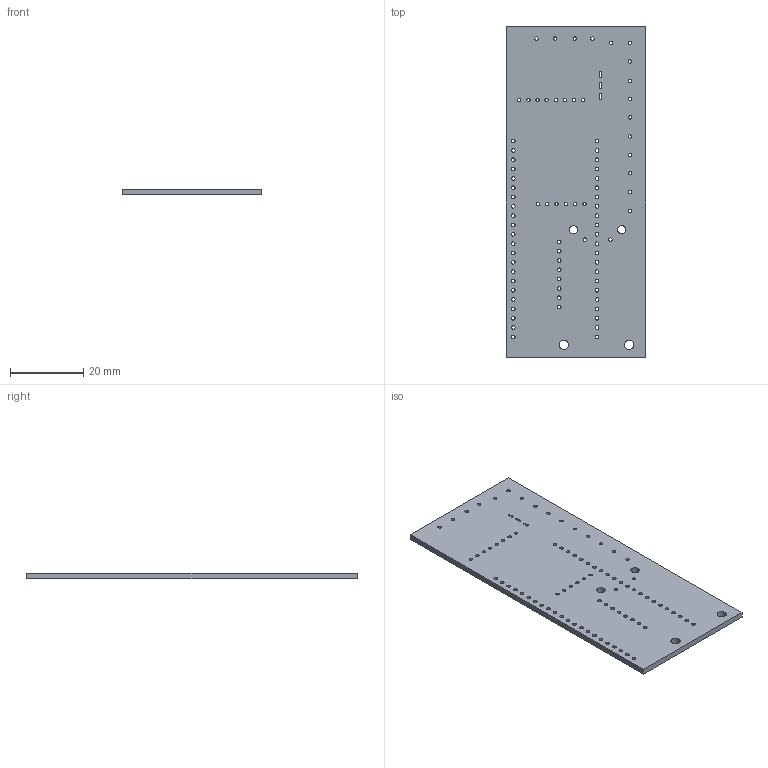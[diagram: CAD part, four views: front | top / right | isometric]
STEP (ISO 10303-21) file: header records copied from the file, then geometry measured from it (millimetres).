
FILE_DESCRIPTION(('Designed by EasyEDA Pro'),'2;1');
FILE_NAME('Open CASCADE Shape Model','2026-01-27T04:26:01',('Author'),( 'Open CASCADE'),'Open CASCADE STEP processor 7.8','Open CASCADE 7.8' ,'Unknown');
FILE_SCHEMA(('AUTOMOTIVE_DESIGN { 1 0 10303 214 1 1 1 1 }'));
Length unit declared in the file: millimetre
Products named in the file (6): EasyEDA PCB Model~L7ET; Board~L7ET; TopCopper~L7ET; BottomCopper~L7ET; TopFpcStiffener~L7ET; BottomFpcStiffener~L7ET
Assembly tree (5 placements, depth 2):
  EasyEDA PCB Model~L7ET
    Board~L7ET
    TopCopper~L7ET
    BottomCopper~L7ET
    TopFpcStiffener~L7ET
    BottomFpcStiffener~L7ET
Bounding box: 37.97 x 89.97 x 1.6 mm (x, y, z)
Volume: 5335.5 mm3; surface area: 7550.2 mm2
Topology: 1 solids, 1 shells, 192 faces, 570 edges, 380 vertices
Faces by surface type: cylinder 180, plane 12
Entity records: 8456 total; most frequent: DIRECTION 1326, CARTESIAN_POINT 1148, ORIENTED_EDGE 1140, EDGE_CURVE 570, AXIS2_PLACEMENT_3D 558, VERTEX_POINT 380, FACE_BOUND 372, EDGE_LOOP 372
